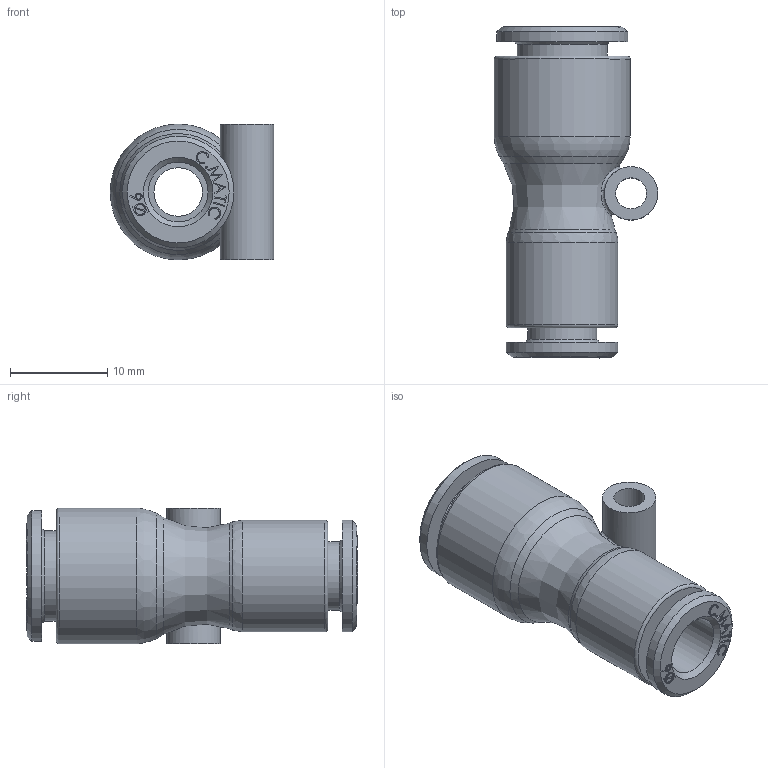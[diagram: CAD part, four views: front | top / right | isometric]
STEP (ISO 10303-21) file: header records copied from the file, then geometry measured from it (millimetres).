
FILE_DESCRIPTION(/* description */ ('STEP AP214'),/* implementation_level */ '2;1');
FILE_NAME(/* name */ 'B0154030',/* time_stamp */ '2023-03-30T08:31:38+02:00',/* author */ ('License CC BY-ND 4.0'),/* organization */ ('CADENAS'),/* preprocessor_version */ 'ST-DEVELOPER v19.3',/* originating_system */ 'PARTsolutions',/* authorisation */ ' ');
FILE_SCHEMA (('AUTOMOTIVE_DESIGN {1 0 10303 214 3 1 1}'));
Length unit declared in the file: millimetre
Products named in the file (1): B0154030
Bounding box: 16.85 x 34.2 x 14 mm (x, y, z)
Volume: 2663.7 mm3; surface area: 2856.3 mm2
Topology: 1 solids, 1 shells, 302 faces, 778 edges, 518 vertices
Faces by surface type: plane 165, bspline 114, cylinder 11, cone 8, torus 4
Full cylindrical faces by diameter (mm): 3.2 x1, 5 x1, 5.5 x1, 6.15 x1, 7.1 x1, 8.15 x1, 9.3 x1, 11.5 x2, 13.5 x1, 14 x1
Entity records: 15357 total; most frequent: CARTESIAN_POINT 8867, ORIENTED_EDGE 1490, DIRECTION 923, EDGE_CURVE 745, VERTEX_POINT 510, LINE 477, VECTOR 477, EDGE_LOOP 371
